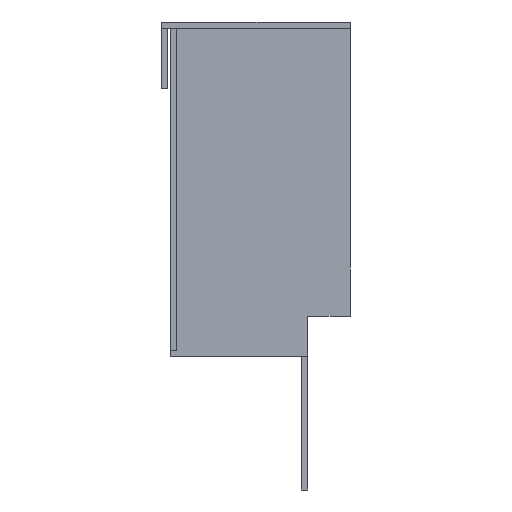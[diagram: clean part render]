
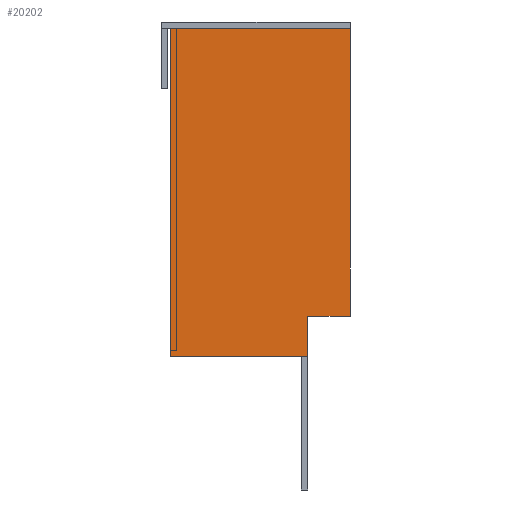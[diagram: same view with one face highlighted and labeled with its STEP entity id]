
A CAD part, left-side view. The second image highlights one B-rep face of the part: STEP entity #20202.
In plain terms, the highlighted planar face has unit normal (-1, 0, 0).
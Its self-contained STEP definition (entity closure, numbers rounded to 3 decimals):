
#572 = PLANE ( 'NONE',  #26309 ) ;
#615 = LINE ( 'NONE', #40119, #18824 ) ;
#2577 = EDGE_CURVE ( 'NONE', #31443, #35176, #44218, .T. ) ;
#3913 = VERTEX_POINT ( 'NONE', #17429 ) ;
#4225 = DIRECTION ( 'NONE',  ( 0., 0., -1. ) ) ;
#5162 = CARTESIAN_POINT ( 'NONE',  ( -224., 20., 0. ) ) ;
#5714 = VECTOR ( 'NONE', #14909, 1000. ) ;
#5766 = VECTOR ( 'NONE', #21867, 1000. ) ;
#6504 = VERTEX_POINT ( 'NONE', #11395 ) ;
#7420 = FACE_OUTER_BOUND ( 'NONE', #13193, .T. ) ;
#8606 = VECTOR ( 'NONE', #34231, 1000. ) ;
#10298 = CARTESIAN_POINT ( 'NONE',  ( -224., 20., -76.5 ) ) ;
#10656 = CARTESIAN_POINT ( 'NONE',  ( -224., -12., -67. ) ) ;
#10821 = EDGE_CURVE ( 'NONE', #6504, #3913, #26281, .T. ) ;
#11182 = DIRECTION ( 'NONE',  ( 0., 0., -1. ) ) ;
#11395 = CARTESIAN_POINT ( 'NONE',  ( -224., 20., 0. ) ) ;
#11460 = ORIENTED_EDGE ( 'NONE', *, *, #43207, .F. ) ;
#11599 = CARTESIAN_POINT ( 'NONE',  ( -224., -12., -76.5 ) ) ;
#13193 = EDGE_LOOP ( 'NONE', ( #28970, #24293, #31800, #11460, #23068, #31919 ) ) ;
#14909 = DIRECTION ( 'NONE',  ( 0., 1., 0. ) ) ;
#15290 = VECTOR ( 'NONE', #17985, 1000. ) ;
#17429 = CARTESIAN_POINT ( 'NONE',  ( -224., -22., 0. ) ) ;
#17985 = DIRECTION ( 'NONE',  ( 0., 0., -1. ) ) ;
#18408 = CARTESIAN_POINT ( 'NONE',  ( -224., -22., -67. ) ) ;
#18824 = VECTOR ( 'NONE', #11182, 1000. ) ;
#20202 = ADVANCED_FACE ( 'NONE', ( #7420 ), #572, .T. ) ;
#20353 = EDGE_CURVE ( 'NONE', #20790, #6504, #27936, .T. ) ;
#20790 = VERTEX_POINT ( 'NONE', #25970 ) ;
#21867 = DIRECTION ( 'NONE',  ( 0., -1., 0. ) ) ;
#22340 = CARTESIAN_POINT ( 'NONE',  ( -224., 0., 0. ) ) ;
#22991 = CARTESIAN_POINT ( 'NONE',  ( -224., 20., 0. ) ) ;
#23068 = ORIENTED_EDGE ( 'NONE', *, *, #2577, .F. ) ;
#24293 = ORIENTED_EDGE ( 'NONE', *, *, #20353, .F. ) ;
#25648 = EDGE_CURVE ( 'NONE', #34303, #20790, #37444, .T. ) ;
#25970 = CARTESIAN_POINT ( 'NONE',  ( -224., 20., -76.5 ) ) ;
#26030 = DIRECTION ( 'NONE',  ( -1., 0., 0. ) ) ;
#26122 = LINE ( 'NONE', #10656, #15290 ) ;
#26281 = LINE ( 'NONE', #22991, #5766 ) ;
#26309 = AXIS2_PLACEMENT_3D ( 'NONE', #22340, #26030, #4225 ) ;
#26417 = EDGE_CURVE ( 'NONE', #3913, #31443, #615, .T. ) ;
#27883 = VECTOR ( 'NONE', #46488, 1000. ) ;
#27936 = LINE ( 'NONE', #5162, #8606 ) ;
#28970 = ORIENTED_EDGE ( 'NONE', *, *, #10821, .F. ) ;
#31443 = VERTEX_POINT ( 'NONE', #33577 ) ;
#31800 = ORIENTED_EDGE ( 'NONE', *, *, #25648, .F. ) ;
#31919 = ORIENTED_EDGE ( 'NONE', *, *, #26417, .F. ) ;
#33577 = CARTESIAN_POINT ( 'NONE',  ( -224., -22., -67. ) ) ;
#34231 = DIRECTION ( 'NONE',  ( 0., 0., 1. ) ) ;
#34303 = VERTEX_POINT ( 'NONE', #11599 ) ;
#35176 = VERTEX_POINT ( 'NONE', #45670 ) ;
#37444 = LINE ( 'NONE', #10298, #27883 ) ;
#40119 = CARTESIAN_POINT ( 'NONE',  ( -224., -22., 0. ) ) ;
#43207 = EDGE_CURVE ( 'NONE', #35176, #34303, #26122, .T. ) ;
#44218 = LINE ( 'NONE', #18408, #5714 ) ;
#45670 = CARTESIAN_POINT ( 'NONE',  ( -224., -12., -67. ) ) ;
#46488 = DIRECTION ( 'NONE',  ( 0., 1., 0. ) ) ;
